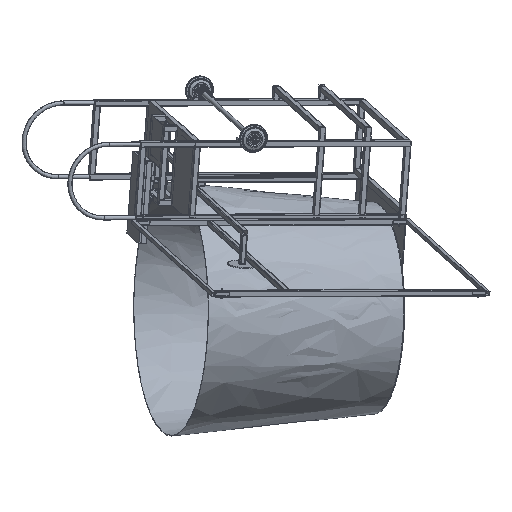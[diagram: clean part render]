
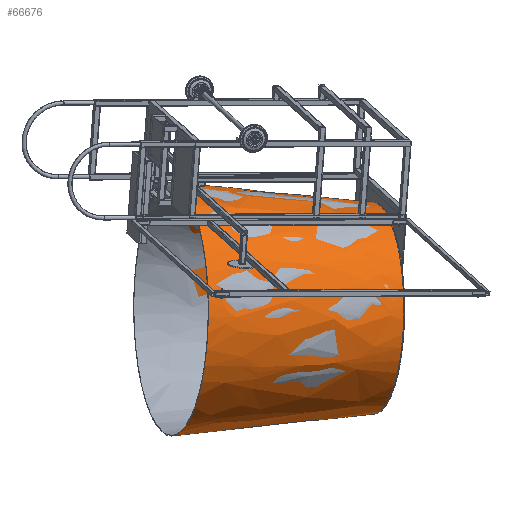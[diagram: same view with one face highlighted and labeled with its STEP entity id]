
A CAD part, top view. The second image highlights one B-rep face of the part: STEP entity #66676.
In plain terms, the highlighted free-form (B-spline) face has degree [2, 1] with [9, 2] control points.
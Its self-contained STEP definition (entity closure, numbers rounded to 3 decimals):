
#66423 = VERTEX_POINT('',#66424);
#66424 = CARTESIAN_POINT('',(-336.027,-1551.771,
    -21.664));
#66429 = EDGE_CURVE('',#66430,#66423,#66432,.T.);
#66430 = VERTEX_POINT('',#66431);
#66431 = CARTESIAN_POINT('',(-456.996,-1518.277,
    -414.571));
#66432 = ( BOUNDED_CURVE() B_SPLINE_CURVE(2,(#66433,#66434,#66435),
.UNSPECIFIED.,.F.,.F.) B_SPLINE_CURVE_WITH_KNOTS((3,3),(3.142,
3.5),.PIECEWISE_BEZIER_KNOTS.) CURVE() 
GEOMETRIC_REPRESENTATION_ITEM() RATIONAL_B_SPLINE_CURVE((1.,
0.984,1.)) REPRESENTATION_ITEM('') );
#66433 = CARTESIAN_POINT('',(-456.996,-1518.277,
    -414.571));
#66434 = CARTESIAN_POINT('',(-397.268,-1572.256,
    -221.058));
#66435 = CARTESIAN_POINT('',(-336.027,-1551.771,
    -21.664));
#66437 = EDGE_CURVE('',#66438,#66430,#66440,.T.);
#66438 = VERTEX_POINT('',#66439);
#66439 = CARTESIAN_POINT('',(-567.351,-1342.713,
    -771.125));
#66440 = ( BOUNDED_CURVE() B_SPLINE_CURVE(2,(#66441,#66442,#66443),
.UNSPECIFIED.,.F.,.F.) B_SPLINE_CURVE_WITH_KNOTS((3,3),(2.783,
3.142),.PIECEWISE_BEZIER_KNOTS.) CURVE() 
GEOMETRIC_REPRESENTATION_ITEM() RATIONAL_B_SPLINE_CURVE((1.,
0.984,1.)) REPRESENTATION_ITEM('') );
#66441 = CARTESIAN_POINT('',(-567.351,-1342.713,
    -771.125));
#66442 = CARTESIAN_POINT('',(-516.724,-1464.297,
    -608.084));
#66443 = CARTESIAN_POINT('',(-456.996,-1518.277,
    -414.571));
#66475 = EDGE_CURVE('',#66476,#66438,#66478,.T.);
#66476 = VERTEX_POINT('',#66477);
#66477 = CARTESIAN_POINT('',(214.804,-1255.418,
    -988.189));
#66478 = ( BOUNDED_CURVE() B_SPLINE_CURVE(2,(#66479,#66480,#66481),
.UNSPECIFIED.,.F.,.F.) B_SPLINE_CURVE_WITH_KNOTS((3,3),(0.,
60.345),.PIECEWISE_BEZIER_KNOTS.) CURVE() 
GEOMETRIC_REPRESENTATION_ITEM() RATIONAL_B_SPLINE_CURVE((1.,
1.001,1.)) REPRESENTATION_ITEM('') );
#66479 = CARTESIAN_POINT('',(214.804,-1255.418,
    -988.189));
#66480 = CARTESIAN_POINT('',(-159.907,-1297.47,
    -884.264));
#66481 = CARTESIAN_POINT('',(-567.351,-1342.713,
    -771.125));
#66505 = EDGE_CURVE('',#66506,#66476,#66508,.T.);
#66506 = VERTEX_POINT('',#66507);
#66507 = CARTESIAN_POINT('',(324.727,-1436.752,
    -633.111));
#66508 = ( BOUNDED_CURVE() B_SPLINE_CURVE(2,(#66509,#66510,#66511),
.UNSPECIFIED.,.F.,.F.) B_SPLINE_CURVE_WITH_KNOTS((3,3),(3.142,
3.528),.PIECEWISE_BEZIER_KNOTS.) CURVE() 
GEOMETRIC_REPRESENTATION_ITEM() RATIONAL_B_SPLINE_CURVE((1.,
0.981,1.)) REPRESENTATION_ITEM('') );
#66509 = CARTESIAN_POINT('',(324.727,-1436.752,
    -633.111));
#66510 = CARTESIAN_POINT('',(264.679,-1382.482,
    -827.662));
#66511 = CARTESIAN_POINT('',(214.804,-1255.418,
    -988.189));
#66513 = EDGE_CURVE('',#66514,#66506,#66516,.T.);
#66514 = VERTEX_POINT('',#66515);
#66515 = CARTESIAN_POINT('',(446.127,-1464.477,
    -238.727));
#66516 = ( BOUNDED_CURVE() B_SPLINE_CURVE(2,(#66517,#66518,#66519),
.UNSPECIFIED.,.F.,.F.) B_SPLINE_CURVE_WITH_KNOTS((3,3),(2.755,
3.142),.PIECEWISE_BEZIER_KNOTS.) CURVE() 
GEOMETRIC_REPRESENTATION_ITEM() RATIONAL_B_SPLINE_CURVE((1.,
0.981,1.)) REPRESENTATION_ITEM('') );
#66517 = CARTESIAN_POINT('',(446.127,-1464.477,
    -238.727));
#66518 = CARTESIAN_POINT('',(384.776,-1491.021,
    -438.559));
#66519 = CARTESIAN_POINT('',(324.727,-1436.752,
    -633.111));
#66549 = EDGE_CURVE('',#66423,#66514,#66550,.T.);
#66550 = ( BOUNDED_CURVE() B_SPLINE_CURVE(2,(#66551,#66552,#66553),
.UNSPECIFIED.,.F.,.F.) B_SPLINE_CURVE_WITH_KNOTS((3,3),(0.,
60.345),.PIECEWISE_BEZIER_KNOTS.) CURVE() 
GEOMETRIC_REPRESENTATION_ITEM() RATIONAL_B_SPLINE_CURVE((1.,
1.001,1.)) REPRESENTATION_ITEM('') );
#66551 = CARTESIAN_POINT('',(-336.027,-1551.771,
    -21.664));
#66552 = CARTESIAN_POINT('',(71.416,-1506.529,
    -134.802));
#66553 = CARTESIAN_POINT('',(446.127,-1464.477,
    -238.727));
#66637 = EDGE_CURVE('',#66638,#66638,#66640,.T.);
#66638 = VERTEX_POINT('',#66639);
#66639 = CARTESIAN_POINT('',(-1039.406,-1579.016,
    -251.752));
#66640 = ( BOUNDED_CURVE() B_SPLINE_CURVE(2,(#66641,#66642,#66643,#66644
    ,#66645,#66646,#66647),.UNSPECIFIED.,.T.,.F.) 
B_SPLINE_CURVE_WITH_KNOTS((3,2,2,3),(3.142,5.236,
7.33,9.425),.PIECEWISE_BEZIER_KNOTS.) CURVE() 
GEOMETRIC_REPRESENTATION_ITEM() RATIONAL_B_SPLINE_CURVE((1.,0.5,1.,0.5,
1.,0.5,1.)) REPRESENTATION_ITEM('') );
#66641 = CARTESIAN_POINT('',(-1039.406,-1579.016,
    -251.752));
#66642 = CARTESIAN_POINT('',(-1640.401,-1035.865,
    -2198.91));
#66643 = CARTESIAN_POINT('',(-1208.055,457.331,
    -773.752));
#66644 = CARTESIAN_POINT('',(-775.708,1950.527,
    651.406));
#66645 = CARTESIAN_POINT('',(-607.06,-85.82,
    1173.407));
#66646 = CARTESIAN_POINT('',(-438.411,-2122.166,
    1695.407));
#66647 = CARTESIAN_POINT('',(-1039.406,-1579.016,
    -251.752));
#66660 = EDGE_CURVE('',#66661,#66661,#66663,.T.);
#66661 = VERTEX_POINT('',#66662);
#66662 = CARTESIAN_POINT('',(914.903,-1375.203,
    -798.101));
#66663 = ( BOUNDED_CURVE() B_SPLINE_CURVE(2,(#66664,#66665,#66666,#66667
    ,#66668,#66669,#66670),.UNSPECIFIED.,.T.,.F.) 
B_SPLINE_CURVE_WITH_KNOTS((3,2,2,3),(3.142,5.236,
7.33,9.425),.PIECEWISE_BEZIER_KNOTS.) CURVE() 
GEOMETRIC_REPRESENTATION_ITEM() RATIONAL_B_SPLINE_CURVE((1.,0.5,1.,0.5,
1.,0.5,1.)) REPRESENTATION_ITEM('') );
#66664 = CARTESIAN_POINT('',(914.903,-1375.203,
    -798.101));
#66665 = CARTESIAN_POINT('',(1415.732,-1827.828,
    824.531));
#66666 = CARTESIAN_POINT('',(1275.191,-130.873,
    389.531));
#66667 = CARTESIAN_POINT('',(1134.651,1566.082,
    -45.469));
#66668 = CARTESIAN_POINT('',(774.362,321.752,
    -1233.101));
#66669 = CARTESIAN_POINT('',(414.074,-922.577,
    -2420.733));
#66670 = CARTESIAN_POINT('',(914.903,-1375.203,
    -798.101));
#66676 = ADVANCED_FACE('',(#66677),#66699,.T.);
#66677 = FACE_BOUND('',#66678,.T.);
#66678 = EDGE_LOOP('',(#66679,#66680,#66685,#66686,#66687,#66688,#66693,
    #66694,#66695,#66696,#66697,#66698));
#66679 = ORIENTED_EDGE('',*,*,#66660,.T.);
#66680 = ORIENTED_EDGE('',*,*,#66681,.T.);
#66681 = EDGE_CURVE('',#66661,#66506,#66682,.T.);
#66682 = B_SPLINE_CURVE_WITH_KNOTS('',1,(#66683,#66684),.UNSPECIFIED.,
  .F.,.F.,(2,2),(-1507.481,-1052.242),
  .PIECEWISE_BEZIER_KNOTS.);
#66683 = CARTESIAN_POINT('',(914.903,-1375.203,
    -798.101));
#66684 = CARTESIAN_POINT('',(324.727,-1436.752,
    -633.111));
#66685 = ORIENTED_EDGE('',*,*,#66505,.T.);
#66686 = ORIENTED_EDGE('',*,*,#66475,.T.);
#66687 = ORIENTED_EDGE('',*,*,#66437,.T.);
#66688 = ORIENTED_EDGE('',*,*,#66689,.T.);
#66689 = EDGE_CURVE('',#66430,#66638,#66690,.T.);
#66690 = B_SPLINE_CURVE_WITH_KNOTS('',1,(#66691,#66692),.UNSPECIFIED.,
  .F.,.F.,(2,2),(-449.249,0.),.PIECEWISE_BEZIER_KNOTS.);
#66691 = CARTESIAN_POINT('',(-456.996,-1518.277,
    -414.571));
#66692 = CARTESIAN_POINT('',(-1039.406,-1579.016,
    -251.752));
#66693 = ORIENTED_EDGE('',*,*,#66637,.T.);
#66694 = ORIENTED_EDGE('',*,*,#66689,.F.);
#66695 = ORIENTED_EDGE('',*,*,#66429,.T.);
#66696 = ORIENTED_EDGE('',*,*,#66549,.T.);
#66697 = ORIENTED_EDGE('',*,*,#66513,.T.);
#66698 = ORIENTED_EDGE('',*,*,#66681,.F.);
#66699 = ( BOUNDED_SURFACE() B_SPLINE_SURFACE(2,1,(
    (#66700,#66701)
    ,(#66702,#66703)
    ,(#66704,#66705)
    ,(#66706,#66707)
    ,(#66708,#66709)
    ,(#66710,#66711)
    ,(#66712,#66713)
    ,(#66714,#66715)
    ,(#66716,#66717
)),.UNSPECIFIED.,.T.,.F.,.F.) B_SPLINE_SURFACE_WITH_KNOTS((3,2,2,2,3),(2
    ,2),(-3.142,-2.094,0.,2.094,3.142)
,(-1507.481,0.),.UNSPECIFIED.) GEOMETRIC_REPRESENTATION_ITEM()
 RATIONAL_B_SPLINE_SURFACE((
    (0.75,0.75)
    ,(0.75,0.75)
    ,(1.,1.)
    ,(0.5,0.5)
    ,(1.,1.)
    ,(0.5,0.5)
    ,(1.,1.)
    ,(0.75,0.75)
,(0.75,0.75))) REPRESENTATION_ITEM('') SURFACE() );
#66700 = CARTESIAN_POINT('',(914.903,-1375.203,
    -798.101));
#66701 = CARTESIAN_POINT('',(-1039.406,-1579.016,
    -251.752));
#66702 = CARTESIAN_POINT('',(1081.846,-1526.078,
    -257.224));
#66703 = CARTESIAN_POINT('',(-839.074,-1760.066,
    397.301));
#66704 = CARTESIAN_POINT('',(1201.942,-1111.301,
    138.653));
#66705 = CARTESIAN_POINT('',(-694.959,-1262.334,
    872.354));
#66706 = CARTESIAN_POINT('',(1562.231,133.028,
    1326.285));
#66707 = CARTESIAN_POINT('',(-262.613,230.862,
    2297.512));
#66708 = CARTESIAN_POINT('',(1061.401,585.654,
    -296.347));
#66709 = CARTESIAN_POINT('',(-863.608,774.013,
    350.354));
#66710 = CARTESIAN_POINT('',(560.572,1038.279,
    -1918.979));
#66711 = CARTESIAN_POINT('',(-1464.603,1317.163,
    -1596.805));
#66712 = CARTESIAN_POINT('',(701.113,-658.676,
    -1483.978));
#66713 = CARTESIAN_POINT('',(-1295.954,-719.183,
    -1074.804));
#66714 = CARTESIAN_POINT('',(747.96,-1224.328,
    -1338.978));
#66715 = CARTESIAN_POINT('',(-1239.738,-1397.965,
    -900.804));
#66716 = CARTESIAN_POINT('',(914.903,-1375.203,
    -798.101));
#66717 = CARTESIAN_POINT('',(-1039.406,-1579.016,
    -251.752));
